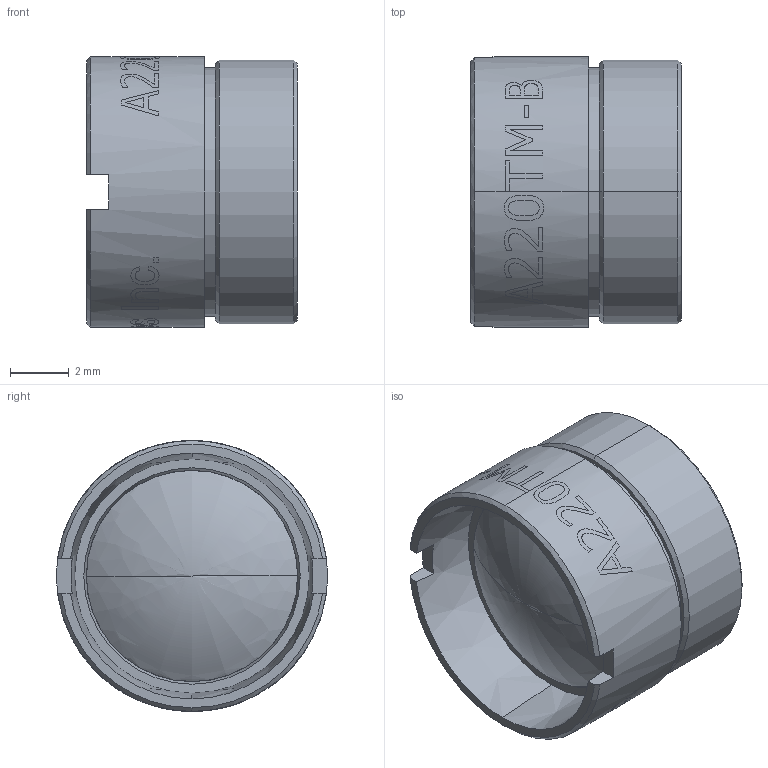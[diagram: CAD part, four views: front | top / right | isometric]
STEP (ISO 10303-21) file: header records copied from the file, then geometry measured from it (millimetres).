
FILE_DESCRIPTION (( 'STEP AP214' ), '1' );
FILE_NAME ('15814-E0W.STEP', '2009-12-21T18:33:13', ( 'Admin' ), ( 'Thorlabs, Inc.' ), 'SwSTEP 2.0', 'SolidWorks 2009', '' );
FILE_SCHEMA (( 'AUTOMOTIVE_DESIGN' ));
Length unit declared in the file: millimetre
Products named in the file (1): 15814-E0W
Bounding box: 7.18 x 9.24 x 9.24 mm (x, y, z)
Volume: 329.1 mm3; surface area: 620.3 mm2
Topology: 2 solids, 2 shells, 74 faces, 343 edges, 301 vertices
Faces by surface type: cylinder 41, cone 15, plane 14, bspline 2, sphere 2
Entity records: 6600 total; most frequent: CARTESIAN_POINT 2995, ORIENTED_EDGE 682, DIRECTION 449, EDGE_CURVE 341, VERTEX_POINT 301, AXIS2_PLACEMENT_3D 181, B_SPLINE_CURVE_WITH_KNOTS 146, CIRCLE 108
